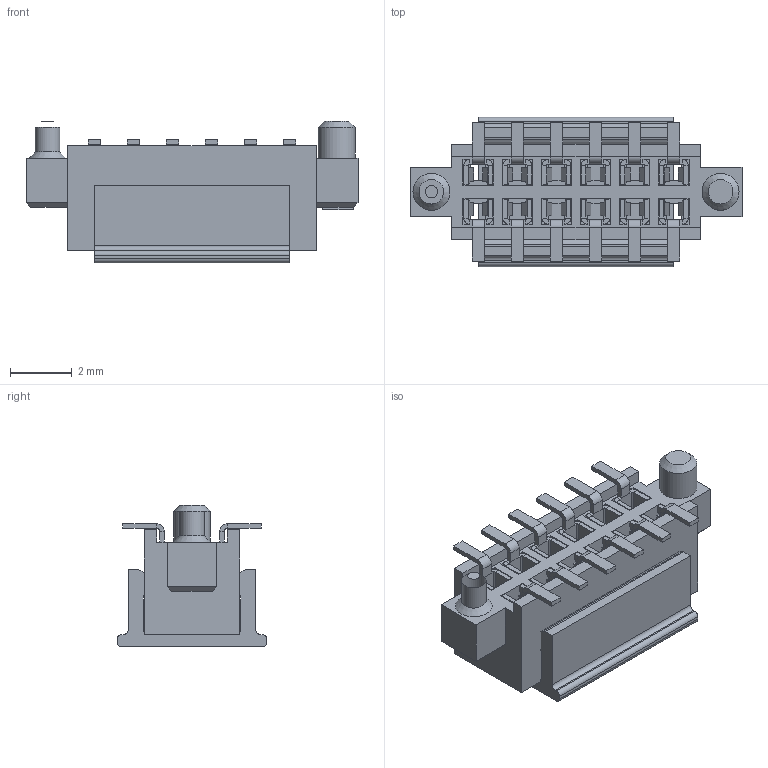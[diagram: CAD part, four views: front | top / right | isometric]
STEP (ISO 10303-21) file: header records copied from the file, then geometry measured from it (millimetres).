
FILE_DESCRIPTION(/* description */ (''),/* implementation_level */ '2;1');
FILE_NAME(/* name */ '6060-012-36-XX-10-00-PP.stp',/* time_stamp */ '2025-05-20T14:32:14+02:00',/* author */ ('andreas.larin'),/* organization */ (''),/* preprocessor_version */ 'ST-DEVELOPER v20',/* originating_system */ 'Autodesk Inventor 2025',/* authorisation */ '');
FILE_SCHEMA (('AUTOMOTIVE_DESIGN { 1 0 10303 214 3 1 1 }'));
Length unit declared in the file: millimetre
Products named in the file (3): 6060-012-36-XX-10-00-PP; 6060-Body3; 6060-012-36-XX-10-00-XX
Assembly tree (2 placements, depth 2):
  6060-012-36-XX-10-00-PP
    6060-Body3
    6060-012-36-XX-10-00-XX
Bounding box: 10.78 x 4.85 x 4.6 mm (x, y, z)
Volume: 93.6 mm3; surface area: 515.2 mm2
Topology: 2 solids, 2 shells, 1457 faces, 3851 edges, 2364 vertices
Faces by surface type: plane 1066, cylinder 388, cone 3
Full cylindrical faces by diameter (mm): 0.8 x1, 1.2 x1
Entity records: 46461 total; most frequent: CARTESIAN_POINT 8397, ORIENTED_EDGE 7702, DIRECTION 7533, EDGE_CURVE 3851, LINE 2901, VECTOR 2901, VERTEX_POINT 2364, AXIS2_PLACEMENT_3D 2316
